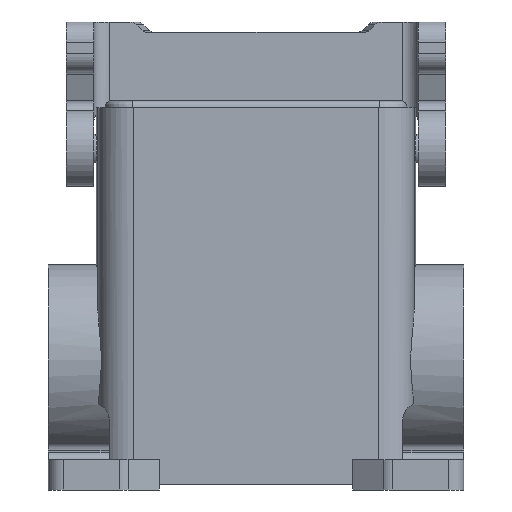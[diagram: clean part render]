
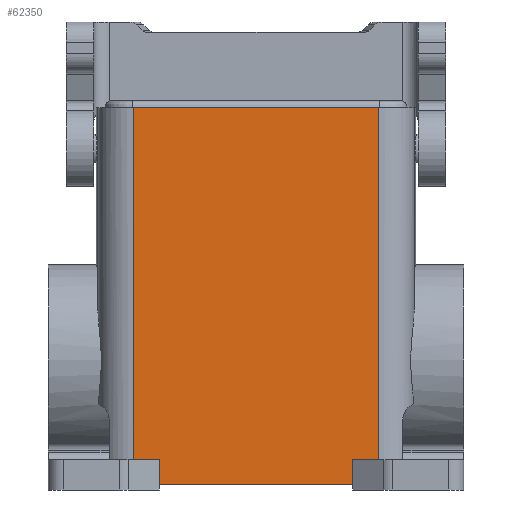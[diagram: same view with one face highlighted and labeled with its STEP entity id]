
A CAD part, front view. The second image highlights one B-rep face of the part: STEP entity #62350.
In plain terms, the highlighted face is planar.
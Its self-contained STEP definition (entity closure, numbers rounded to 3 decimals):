
#520=CARTESIAN_POINT('',(-13.647,-55.4,23.));
#530=VERTEX_POINT('',#520);
#560=CARTESIAN_POINT('',(-13.647,0.,23.));
#570=DIRECTION('',(0.,-1.,0.));
#580=VECTOR('',#570,1.);
#590=LINE('',#560,#580);
#600=CARTESIAN_POINT('',(-13.647,-50.4,23.));
#610=VERTEX_POINT('',#600);
#620=EDGE_CURVE('',#610,#530,#590,.T.);
#6070=CARTESIAN_POINT('',(-56.966,19.1,23.))
;
#6080=VERTEX_POINT('',#6070);
#6110=CARTESIAN_POINT('',(-56.966,0.,
23.));
#6120=DIRECTION('',(0.,-1.,0.));
#6130=VECTOR('',#6120,1.);
#6140=LINE('',#6110,#6130);
#6150=CARTESIAN_POINT('',(-56.966,-50.4,23.)
);
#6160=VERTEX_POINT('',#6150);
#6170=EDGE_CURVE('',#6080,#6160,#6140,.T.);
#10260=CARTESIAN_POINT('',(-51.847,-55.4,23.)
);
#10270=VERTEX_POINT('',#10260);
#10320=CARTESIAN_POINT('',(0.,-55.4,23.));
#10330=DIRECTION('',(1.,0.,0.));
#10340=VECTOR('',#10330,1.);
#10350=LINE('',#10320,#10340);
#10360=EDGE_CURVE('',#10270,#530,#10350,.T.);
#18680=CARTESIAN_POINT('',(0.,-50.4,23.));
#18690=DIRECTION('',(-1.,0.,0.));
#18700=VECTOR('',#18690,1.);
#18710=LINE('',#18680,#18700);
#18720=CARTESIAN_POINT('',(-8.527,-50.4,23.
));
#18730=VERTEX_POINT('',#18720);
#18740=EDGE_CURVE('',#18730,#610,#18710,.T.);
#30760=CARTESIAN_POINT('',(-8.527,19.1,23.)
);
#30770=VERTEX_POINT('',#30760);
#30800=CARTESIAN_POINT('',(0.,19.1,23.));
#30810=DIRECTION('',(1.,0.,0.));
#30820=VECTOR('',#30810,1.);
#30830=LINE('',#30800,#30820);
#30840=EDGE_CURVE('',#6080,#30770,#30830,.T.);
#45080=CARTESIAN_POINT('',(-51.847,-50.4,23.)
);
#45090=VERTEX_POINT('',#45080);
#45380=CARTESIAN_POINT('',(0.,-50.4,23.));
#45390=DIRECTION('',(1.,0.,0.));
#45400=VECTOR('',#45390,1.);
#45410=LINE('',#45380,#45400);
#45420=EDGE_CURVE('',#6160,#45090,#45410,.T.);
#61500=CARTESIAN_POINT('',(-8.527,0.,
23.));
#61510=DIRECTION('',(0.,-1.,0.));
#61520=VECTOR('',#61510,1.);
#61530=LINE('',#61500,#61520);
#61540=EDGE_CURVE('',#30770,#18730,#61530,.T.);
#62150=CARTESIAN_POINT('',(0.,19.1,23.));
#62160=DIRECTION('',(0.,0.,-1.));
#62170=DIRECTION('',(0.,-1.,0.));
#62180=AXIS2_PLACEMENT_3D('',#62150,#62160,#62170);
#62190=PLANE('',#62180);
#62200=ORIENTED_EDGE('',*,*,#620,.F.);
#62210=ORIENTED_EDGE('',*,*,#10360,.T.);
#62220=CARTESIAN_POINT('',(-51.847,0.,23.));
#62230=DIRECTION('',(0.,-1.,0.));
#62240=VECTOR('',#62230,1.);
#62250=LINE('',#62220,#62240);
#62260=EDGE_CURVE('',#45090,#10270,#62250,.T.);
#62270=ORIENTED_EDGE('',*,*,#62260,.T.);
#62280=ORIENTED_EDGE('',*,*,#45420,.T.);
#62290=ORIENTED_EDGE('',*,*,#6170,.T.);
#62300=ORIENTED_EDGE('',*,*,#30840,.F.);
#62310=ORIENTED_EDGE('',*,*,#61540,.F.);
#62320=ORIENTED_EDGE('',*,*,#18740,.F.);
#62330=EDGE_LOOP('',(#62320,#62310,#62300,#62290,#62280,#62270,#62210,
#62200));
#62340=FACE_OUTER_BOUND('',#62330,.T.);
#62350=ADVANCED_FACE('',(#62340),#62190,.F.);
